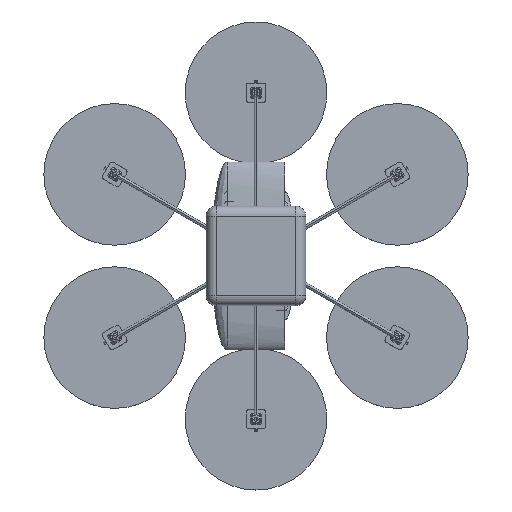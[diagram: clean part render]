
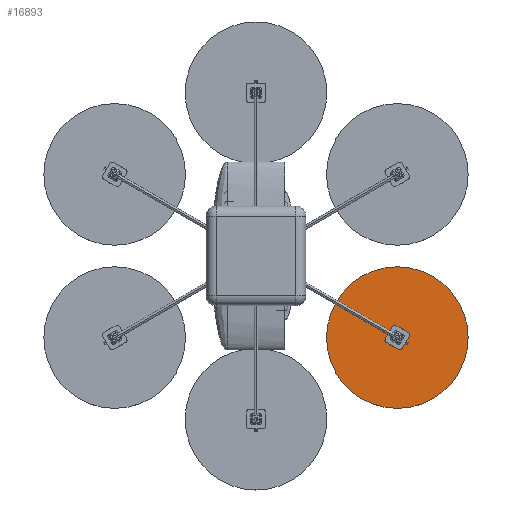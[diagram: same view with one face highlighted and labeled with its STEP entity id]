
A CAD part, top view. The second image highlights one B-rep face of the part: STEP entity #16893.
In plain terms, the highlighted planar face has unit normal (0, 0, 1).
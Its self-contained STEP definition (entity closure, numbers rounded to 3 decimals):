
#16788=CARTESIAN_POINT('',(0.,0.,16.002));
#16789=DIRECTION('',(0.,0.,1.));
#16790=DIRECTION('',(1.,0.,0.));
#16791=AXIS2_PLACEMENT_3D('',#16788,#16789,#16790);
#16793=CARTESIAN_POINT('',(0.,0.,16.002));
#16794=DIRECTION('',(0.,0.,1.));
#16795=DIRECTION('',(-1.,0.,0.));
#16796=AXIS2_PLACEMENT_3D('',#16793,#16794,#16795);
#16798=CARTESIAN_POINT('',(0.,0.,16.002));
#16799=DIRECTION('',(0.,0.,-1.));
#16800=DIRECTION('',(1.,0.,0.));
#16801=AXIS2_PLACEMENT_3D('',#16798,#16799,#16800);
#16803=CARTESIAN_POINT('',(0.,0.,16.002));
#16804=DIRECTION('',(0.,0.,-1.));
#16805=DIRECTION('',(-1.,0.,0.));
#16806=AXIS2_PLACEMENT_3D('',#16803,#16804,#16805);
#16820=CARTESIAN_POINT('',(177.8,0.,16.002));
#16821=CARTESIAN_POINT('',(-177.8,0.,16.002));
#16822=VERTEX_POINT('',#16820);
#16823=VERTEX_POINT('',#16821);
#16828=CARTESIAN_POINT('',(3.969,0.,16.002));
#16829=CARTESIAN_POINT('',(-3.969,0.,16.002));
#16830=VERTEX_POINT('',#16828);
#16831=VERTEX_POINT('',#16829);
#16878=CARTESIAN_POINT('',(0.,0.,16.002));
#16879=DIRECTION('',(0.,0.,1.));
#16880=DIRECTION('',(1.,0.,0.));
#16881=AXIS2_PLACEMENT_3D('',#16878,#16879,#16880);
#16882=PLANE('',#16881);
#16883=ORIENTED_EDGE('',*,*,#16858,.F.);
#16884=ORIENTED_EDGE('',*,*,#16872,.F.);
#16885=EDGE_LOOP('',(#16883,#16884));
#16886=FACE_OUTER_BOUND('',#16885,.F.);
#16888=ORIENTED_EDGE('',*,*,#16887,.F.);
#16890=ORIENTED_EDGE('',*,*,#16889,.F.);
#16891=EDGE_LOOP('',(#16888,#16890));
#16892=FACE_BOUND('',#16891,.F.);
#16893=ADVANCED_FACE('',(#16886,#16892),#16882,.T.);
#16792=CIRCLE('',#16791,177.8);
#16797=CIRCLE('',#16796,177.8);
#16802=CIRCLE('',#16801,3.969);
#16807=CIRCLE('',#16806,3.969);
#16858=EDGE_CURVE('',#16822,#16823,#16792,.T.);
#16872=EDGE_CURVE('',#16823,#16822,#16797,.T.);
#16887=EDGE_CURVE('',#16830,#16831,#16802,.T.);
#16889=EDGE_CURVE('',#16831,#16830,#16807,.T.);
